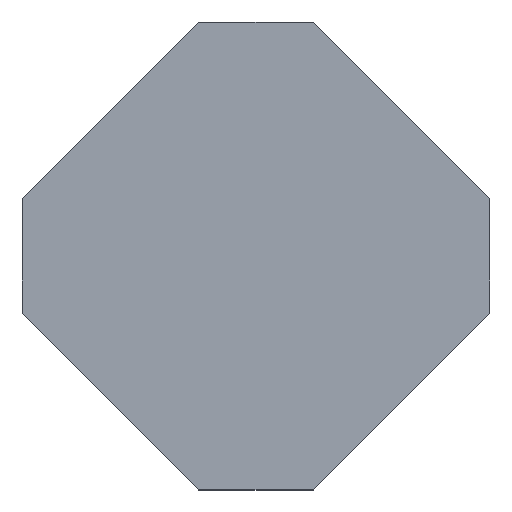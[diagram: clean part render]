
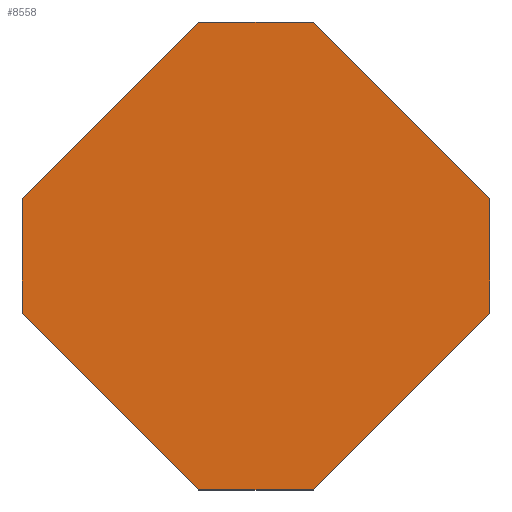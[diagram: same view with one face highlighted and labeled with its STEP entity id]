
A CAD part, top view. The second image highlights one B-rep face of the part: STEP entity #8558.
In plain terms, the highlighted planar face has unit normal (0, 0, 1).
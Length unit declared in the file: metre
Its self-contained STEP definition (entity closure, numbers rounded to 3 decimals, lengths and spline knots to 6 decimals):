
#1314=ORIENTED_EDGE('',*,*,#3719,.T.);
#1315=ORIENTED_EDGE('',*,*,#3724,.T.);
#1316=ORIENTED_EDGE('',*,*,#3721,.F.);
#1317=ORIENTED_EDGE('',*,*,#3725,.T.);
#1318=ORIENTED_EDGE('',*,*,#3712,.F.);
#1319=ORIENTED_EDGE('',*,*,#3726,.T.);
#1320=ORIENTED_EDGE('',*,*,#3716,.T.);
#1321=ORIENTED_EDGE('',*,*,#3727,.T.);
#3712=EDGE_CURVE('',#4919,#4920,#5739,.T.);
#3716=EDGE_CURVE('',#4922,#4921,#5743,.T.);
#3719=EDGE_CURVE('',#4924,#4923,#5746,.T.);
#3721=EDGE_CURVE('',#4925,#4926,#5748,.T.);
#3724=EDGE_CURVE('',#4923,#4926,#5751,.T.);
#3725=EDGE_CURVE('',#4925,#4920,#5752,.F.);
#3726=EDGE_CURVE('',#4919,#4922,#5753,.T.);
#3727=EDGE_CURVE('',#4921,#4924,#5754,.F.);
#4919=VERTEX_POINT('',#12695);
#4920=VERTEX_POINT('',#12696);
#4921=VERTEX_POINT('',#12701);
#4922=VERTEX_POINT('',#12703);
#4923=VERTEX_POINT('',#12707);
#4924=VERTEX_POINT('',#12709);
#4925=VERTEX_POINT('',#12713);
#4926=VERTEX_POINT('',#12714);
#5739=LINE('',#12694,#6551);
#5743=LINE('',#12702,#6555);
#5746=LINE('',#12708,#6558);
#5748=LINE('',#12712,#6560);
#5751=LINE('',#12718,#6563);
#5752=LINE('',#12719,#6564);
#5753=LINE('',#12720,#6565);
#5754=LINE('',#12721,#6566);
#6551=VECTOR('',#10087,1.);
#6555=VECTOR('',#10093,1.);
#6558=VECTOR('',#10098,1.);
#6560=VECTOR('',#10102,1.);
#6563=VECTOR('',#10107,1.);
#6564=VECTOR('',#10108,1.);
#6565=VECTOR('',#10109,1.);
#6566=VECTOR('',#10110,1.);
#7353=EDGE_LOOP('',(#1314,#1315,#1316,#1317,#1318,#1319,#1320,#1321));
#7853=FACE_BOUND('',#7353,.T.);
#8353=PLANE('',#9180);
#8558=ADVANCED_FACE('',(#7853),#8353,.T.);
#9180=AXIS2_PLACEMENT_3D('',#12717,#10105,#10106);
#10087=DIRECTION('',(0.,-1.,0.));
#10093=DIRECTION('',(-1.,0.,0.));
#10098=DIRECTION('',(0.,-1.,0.));
#10102=DIRECTION('',(-1.,0.,0.));
#10105=DIRECTION('',(0.,0.,1.));
#10106=DIRECTION('',(1.,0.,0.));
#10107=DIRECTION('',(0.707,-0.707,0.));
#10108=DIRECTION('',(-0.707,-0.707,0.));
#10109=DIRECTION('',(-0.707,0.707,0.));
#10110=DIRECTION('',(0.707,0.707,0.));
#12694=CARTESIAN_POINT('',(0.076,0.,0.09));
#12695=CARTESIAN_POINT('',(0.076,0.046,0.09));
#12696=CARTESIAN_POINT('',(0.076,-0.046,0.09));
#12701=CARTESIAN_POINT('',(-0.046,0.076,0.09));
#12702=CARTESIAN_POINT('',(0.,0.076,0.09));
#12703=CARTESIAN_POINT('',(0.046,0.076,0.09));
#12707=CARTESIAN_POINT('',(-0.076,-0.046,0.09));
#12708=CARTESIAN_POINT('',(-0.076,0.,0.09));
#12709=CARTESIAN_POINT('',(-0.076,0.046,0.09));
#12712=CARTESIAN_POINT('',(0.,-0.076,0.09));
#12713=CARTESIAN_POINT('',(0.046,-0.076,0.09));
#12714=CARTESIAN_POINT('',(-0.046,-0.076,0.09));
#12717=CARTESIAN_POINT('',(0.,0.,0.09));
#12718=CARTESIAN_POINT('',(-0.061,-0.061,0.09));
#12719=CARTESIAN_POINT('',(0.061,-0.061,0.09));
#12720=CARTESIAN_POINT('',(0.061,0.061,0.09));
#12721=CARTESIAN_POINT('',(-0.061,0.061,0.09));
